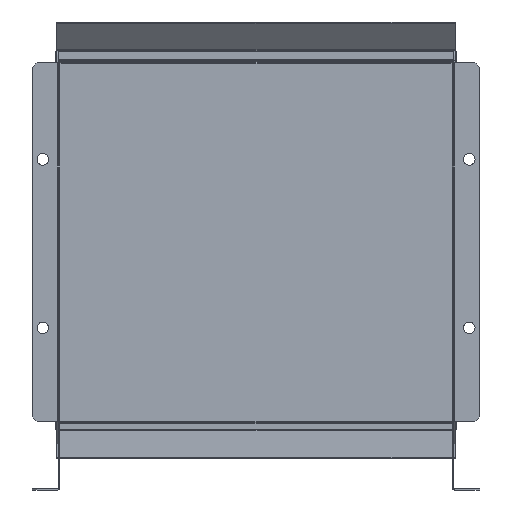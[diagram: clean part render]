
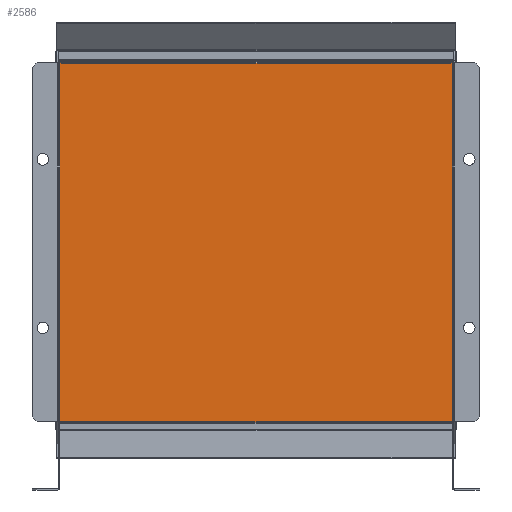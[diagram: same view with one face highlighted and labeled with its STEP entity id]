
A CAD part, front view. The second image highlights one B-rep face of the part: STEP entity #2586.
In plain terms, the highlighted planar face has unit normal (0, -1, 0).
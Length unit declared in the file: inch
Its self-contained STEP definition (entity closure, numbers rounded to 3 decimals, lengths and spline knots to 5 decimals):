
#97 = VECTOR ( 'NONE', #2241, 39.37008 ) ;
#175 = LINE ( 'NONE', #696, #6962 ) ;
#197 = LINE ( 'NONE', #4151, #968 ) ;
#200 = CARTESIAN_POINT ( 'NONE',  ( -10.375, -0.04288, 19.21288 ) ) ;
#345 = DIRECTION ( 'NONE',  ( -1., 0., 0. ) ) ;
#352 = DIRECTION ( 'NONE',  ( 0., 0., -1. ) ) ;
#517 = CARTESIAN_POINT ( 'NONE',  ( 10.375, -0.04288, 19.24288 ) ) ;
#696 = CARTESIAN_POINT ( 'NONE',  ( -10.5, -0.04288, 19.21288 ) ) ;
#859 = VECTOR ( 'NONE', #352, 39.37008 ) ;
#869 = CARTESIAN_POINT ( 'NONE',  ( -10.47, -0.04288, 19.24288 ) ) ;
#903 = EDGE_CURVE ( 'NONE', #5362, #4060, #5057, .T. ) ;
#922 = ORIENTED_EDGE ( 'NONE', *, *, #1120, .F. ) ;
#968 = VECTOR ( 'NONE', #2983, 39.37008 ) ;
#1120 = EDGE_CURVE ( 'NONE', #3232, #3403, #3760, .T. ) ;
#1183 = EDGE_CURVE ( 'NONE', #5256, #5877, #3312, .T. ) ;
#1187 = ORIENTED_EDGE ( 'NONE', *, *, #6693, .F. ) ;
#1355 = EDGE_CURVE ( 'NONE', #4280, #5362, #2939, .T. ) ;
#1646 = CARTESIAN_POINT ( 'NONE',  ( 10.47, -0.04288, 19.24288 ) ) ;
#1944 = CARTESIAN_POINT ( 'NONE',  ( 10.47, -0.04288, 19.24288 ) ) ;
#2143 = AXIS2_PLACEMENT_3D ( 'NONE', #5663, #6182, #6846 ) ;
#2241 = DIRECTION ( 'NONE',  ( 1., 0., 0. ) ) ;
#2360 = EDGE_CURVE ( 'NONE', #3403, #5256, #197, .T. ) ;
#2371 = VECTOR ( 'NONE', #345, 39.37008 ) ;
#2378 = ORIENTED_EDGE ( 'NONE', *, *, #2360, .F. ) ;
#2388 = VECTOR ( 'NONE', #2458, 39.37008 ) ;
#2443 = CARTESIAN_POINT ( 'NONE',  ( 10.47, -0.04288, 0.09 ) ) ;
#2458 = DIRECTION ( 'NONE',  ( 0., 0., 1. ) ) ;
#2586 = ADVANCED_FACE ( 'NONE', ( #6254 ), #5736, .F. ) ;
#2597 = VECTOR ( 'NONE', #4446, 39.37008 ) ;
#2939 = LINE ( 'NONE', #4664, #2388 ) ;
#2983 = DIRECTION ( 'NONE',  ( 1., 0., 0. ) ) ;
#3136 = LINE ( 'NONE', #5973, #2371 ) ;
#3232 = VERTEX_POINT ( 'NONE', #3463 ) ;
#3287 = CARTESIAN_POINT ( 'NONE',  ( -10.5, -0.04288, 19.24288 ) ) ;
#3312 = LINE ( 'NONE', #1646, #2597 ) ;
#3403 = VERTEX_POINT ( 'NONE', #517 ) ;
#3463 = CARTESIAN_POINT ( 'NONE',  ( 10.375, -0.04288, 19.21288 ) ) ;
#3557 = EDGE_LOOP ( 'NONE', ( #6764, #4968, #5354, #5250, #1187, #5426, #2378, #922 ) ) ;
#3760 = LINE ( 'NONE', #4193, #5926 ) ;
#3764 = LINE ( 'NONE', #6085, #859 ) ;
#4060 = VERTEX_POINT ( 'NONE', #4720 ) ;
#4151 = CARTESIAN_POINT ( 'NONE',  ( -10.5, -0.04288, 19.24288 ) ) ;
#4193 = CARTESIAN_POINT ( 'NONE',  ( 10.375, -0.04288, 19.24288 ) ) ;
#4280 = VERTEX_POINT ( 'NONE', #5301 ) ;
#4446 = DIRECTION ( 'NONE',  ( 0., 0., -1. ) ) ;
#4664 = CARTESIAN_POINT ( 'NONE',  ( -10.47, -0.04288, 19.24288 ) ) ;
#4720 = CARTESIAN_POINT ( 'NONE',  ( -10.375, -0.04288, 19.24288 ) ) ;
#4950 = EDGE_CURVE ( 'NONE', #4060, #6518, #3764, .T. ) ;
#4968 = ORIENTED_EDGE ( 'NONE', *, *, #4950, .F. ) ;
#5057 = LINE ( 'NONE', #3287, #97 ) ;
#5250 = ORIENTED_EDGE ( 'NONE', *, *, #1355, .F. ) ;
#5256 = VERTEX_POINT ( 'NONE', #1944 ) ;
#5301 = CARTESIAN_POINT ( 'NONE',  ( -10.47, -0.04288, 0.09 ) ) ;
#5354 = ORIENTED_EDGE ( 'NONE', *, *, #903, .F. ) ;
#5362 = VERTEX_POINT ( 'NONE', #869 ) ;
#5426 = ORIENTED_EDGE ( 'NONE', *, *, #1183, .F. ) ;
#5663 = CARTESIAN_POINT ( 'NONE',  ( -10.5, -0.04288, 19.24288 ) ) ;
#5736 = PLANE ( 'NONE',  #2143 ) ;
#5877 = VERTEX_POINT ( 'NONE', #2443 ) ;
#5926 = VECTOR ( 'NONE', #6453, 39.37008 ) ;
#5973 = CARTESIAN_POINT ( 'NONE',  ( -54.25619, -0.04288, 0.09 ) ) ;
#6085 = CARTESIAN_POINT ( 'NONE',  ( -10.375, -0.04288, 19.24288 ) ) ;
#6182 = DIRECTION ( 'NONE',  ( 0., 1., 0. ) ) ;
#6254 = FACE_OUTER_BOUND ( 'NONE', #3557, .T. ) ;
#6453 = DIRECTION ( 'NONE',  ( 0., 0., 1. ) ) ;
#6518 = VERTEX_POINT ( 'NONE', #200 ) ;
#6693 = EDGE_CURVE ( 'NONE', #5877, #4280, #3136, .T. ) ;
#6764 = ORIENTED_EDGE ( 'NONE', *, *, #6974, .F. ) ;
#6846 = DIRECTION ( 'NONE',  ( 0., 0., 1. ) ) ;
#6962 = VECTOR ( 'NONE', #7054, 39.37008 ) ;
#6974 = EDGE_CURVE ( 'NONE', #6518, #3232, #175, .T. ) ;
#7054 = DIRECTION ( 'NONE',  ( 1., 0., 0. ) ) ;
